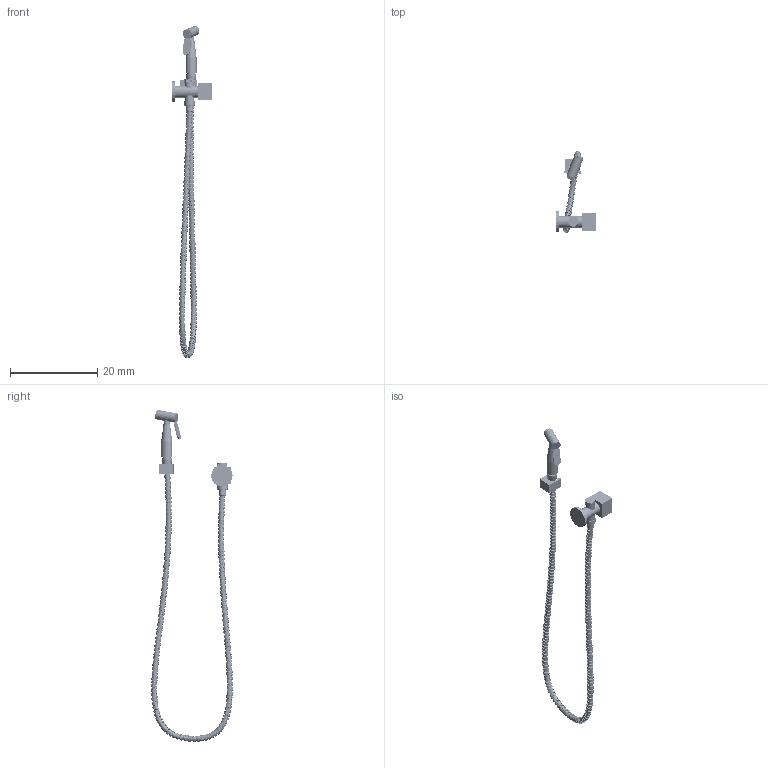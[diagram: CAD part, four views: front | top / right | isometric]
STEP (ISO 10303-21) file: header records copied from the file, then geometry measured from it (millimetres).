
FILE_DESCRIPTION((''),'2;1');
FILE_NAME('1984_24_DER_ducha-higiênica', '2025-07-30T14:55:45', (''), (''), 'ImageToStl.com STEP Converter','', '');
FILE_SCHEMA(('AUTOMOTIVE_DESIGN_CC2'));
Length unit declared in the file: metre
Products named in the file (1): product0
Bounding box: 9.14 x 18.78 x 76.18 mm (x, y, z)
Surface area: 1372.5 mm2 (no closed solid volume)
Topology: 0 solids, 47663 shells, 47663 faces, 142989 edges, 25699 vertices
Faces by surface type: plane 47663
Entity records: 1100012 total; most frequent: DIRECTION 238317, ORIENTED_EDGE 142989, EDGE_CURVE 142989, LINE 142989, VECTOR 142989, AXIS2_PLACEMENT_3D 47664, FACE_SURFACE 47663, PLANE 47663
